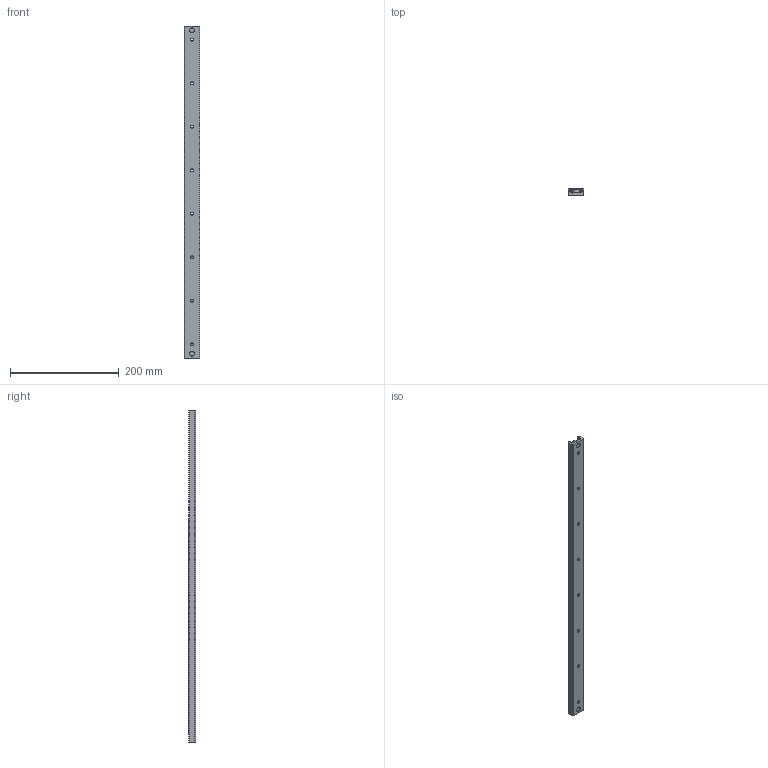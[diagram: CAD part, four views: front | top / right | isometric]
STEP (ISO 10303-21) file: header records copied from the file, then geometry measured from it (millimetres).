
FILE_DESCRIPTION((''),'2;1');
FILE_NAME('LCE 28H-0610-0210.stp','2011-02-28T11:26:07',('MKoza'),(''),'Autodesk Inventor 2009','Autodesk Inventor 2009','');
FILE_SCHEMA(('AUTOMOTIVE_DESIGN { 1 0 10303 214 1 1 1 1 }'));
Length unit declared in the file: millimetre
Products named in the file (5): LCE 28H; LCE 28H-0210; KF.LCE 28H; LLO 28H; + SC M10x0,75x3,2
Assembly tree (5 placements, depth 2):
  LCE 28H
    LCE 28H-0210
    KF.LCE 28H
    LLO 28H
    + SC M10x0,75x3,2  x2
Bounding box: 28 x 12.9 x 610 mm (x, y, z)
Volume: 132304.5 mm3; surface area: 94558.4 mm2
Topology: 6 solids, 6 shells, 148 faces, 391 edges, 257 vertices
Faces by surface type: plane 70, cylinder 39, bspline 28, torus 6, cone 5
Full cylindrical faces by diameter (mm): 10 x2, 12 x2
Entity records: 4663 total; most frequent: CARTESIAN_POINT 1236, DIRECTION 673, ORIENTED_EDGE 644, EDGE_CURVE 322, AXIS2_PLACEMENT_3D 242, VERTEX_POINT 233, EDGE_LOOP 205, VECTOR 189
